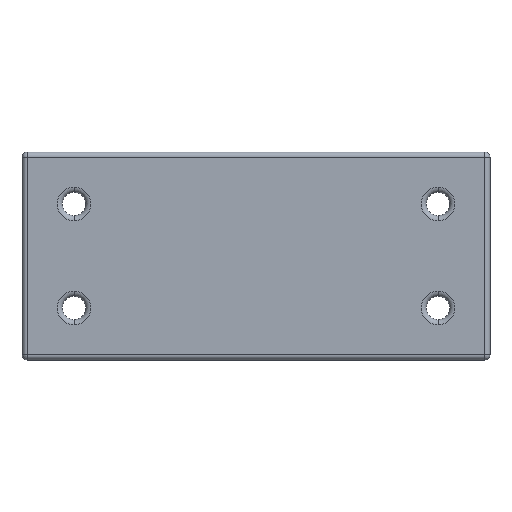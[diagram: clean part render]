
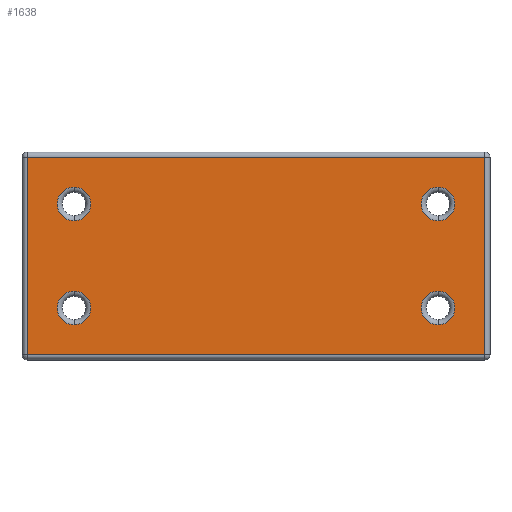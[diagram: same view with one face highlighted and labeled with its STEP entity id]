
A CAD part, front view. The second image highlights one B-rep face of the part: STEP entity #1638.
In plain terms, the highlighted planar face has unit normal (0, -1, 0).
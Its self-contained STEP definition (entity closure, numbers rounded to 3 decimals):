
#44 = EDGE_LOOP ( 'NONE', ( #3356, #1177, #3741, #2618 ) ) ;
#69 = CARTESIAN_POINT ( 'NONE',  ( 0., 0., 39. ) ) ;
#124 = VERTEX_POINT ( 'NONE', #2110 ) ;
#215 = EDGE_CURVE ( 'NONE', #124, #1647, #3717, .T. ) ;
#218 = CARTESIAN_POINT ( 'NONE',  ( 62.5, 0., 30. ) ) ;
#222 = EDGE_CURVE ( 'NONE', #2309, #1994, #2328, .T. ) ;
#255 = DIRECTION ( 'NONE',  ( 0., 1., 0. ) ) ;
#343 = CARTESIAN_POINT ( 'NONE',  ( 72.5, 0., 1. ) ) ;
#363 = DIRECTION ( 'NONE',  ( 0., 0., 1. ) ) ;
#393 = EDGE_CURVE ( 'NONE', #504, #2785, #2672, .T. ) ;
#396 = ORIENTED_EDGE ( 'NONE', *, *, #222, .T. ) ;
#504 = VERTEX_POINT ( 'NONE', #962 ) ;
#531 = FACE_BOUND ( 'NONE', #2131, .T. ) ;
#536 = DIRECTION ( 'NONE',  ( 0., 0., 1. ) ) ;
#537 = DIRECTION ( 'NONE',  ( 0., 0., 1. ) ) ;
#544 = LINE ( 'NONE', #824, #4090 ) ;
#570 = CARTESIAN_POINT ( 'NONE',  ( -7.5, 0., 26.75 ) ) ;
#571 = EDGE_CURVE ( 'NONE', #3401, #2134, #2350, .T. ) ;
#608 = AXIS2_PLACEMENT_3D ( 'NONE', #2562, #2244, #537 ) ;
#721 = CARTESIAN_POINT ( 'NONE',  ( -7.5, 0., 10. ) ) ;
#730 = VERTEX_POINT ( 'NONE', #2579 ) ;
#824 = CARTESIAN_POINT ( 'NONE',  ( 71.5, 0., 40. ) ) ;
#929 = CIRCLE ( 'NONE', #4003, 3.25 ) ;
#962 = CARTESIAN_POINT ( 'NONE',  ( 71.5, 0., 39. ) ) ;
#977 = DIRECTION ( 'NONE',  ( 0., 1., 0. ) ) ;
#1032 = LINE ( 'NONE', #343, #2223 ) ;
#1100 = ORIENTED_EDGE ( 'NONE', *, *, #2319, .T. ) ;
#1165 = DIRECTION ( 'NONE',  ( 0., 0., -1. ) ) ;
#1177 = ORIENTED_EDGE ( 'NONE', *, *, #4190, .T. ) ;
#1179 = EDGE_LOOP ( 'NONE', ( #2588, #3595 ) ) ;
#1193 = EDGE_CURVE ( 'NONE', #2974, #504, #544, .T. ) ;
#1267 = EDGE_LOOP ( 'NONE', ( #396, #3943 ) ) ;
#1305 = CIRCLE ( 'NONE', #1807, 3.25 ) ;
#1385 = ORIENTED_EDGE ( 'NONE', *, *, #215, .T. ) ;
#1427 = DIRECTION ( 'NONE',  ( 0., 1., 0. ) ) ;
#1441 = CARTESIAN_POINT ( 'NONE',  ( -16.5, 0., 39. ) ) ;
#1500 = LINE ( 'NONE', #1522, #1601 ) ;
#1522 = CARTESIAN_POINT ( 'NONE',  ( -16.5, 0., 0. ) ) ;
#1524 = PLANE ( 'NONE',  #3202 ) ;
#1601 = VECTOR ( 'NONE', #1165, 1000. ) ;
#1624 = AXIS2_PLACEMENT_3D ( 'NONE', #3541, #3608, #3256 ) ;
#1638 = ADVANCED_FACE ( 'NONE', ( #3189, #3559, #531, #2862, #4217 ), #1524, .F. ) ;
#1647 = VERTEX_POINT ( 'NONE', #570 ) ;
#1661 = CARTESIAN_POINT ( 'NONE',  ( -7.5, 0., 6.75 ) ) ;
#1664 = CARTESIAN_POINT ( 'NONE',  ( 62.5, 0., 13.25 ) ) ;
#1747 = EDGE_CURVE ( 'NONE', #1843, #3895, #929, .T. ) ;
#1801 = AXIS2_PLACEMENT_3D ( 'NONE', #3521, #3870, #2219 ) ;
#1807 = AXIS2_PLACEMENT_3D ( 'NONE', #721, #2326, #363 ) ;
#1832 = DIRECTION ( 'NONE',  ( 0., 0., 1. ) ) ;
#1843 = VERTEX_POINT ( 'NONE', #3993 ) ;
#1972 = DIRECTION ( 'NONE',  ( 1., 0., 0. ) ) ;
#1994 = VERTEX_POINT ( 'NONE', #3374 ) ;
#2003 = CIRCLE ( 'NONE', #608, 3.25 ) ;
#2069 = AXIS2_PLACEMENT_3D ( 'NONE', #2737, #2105, #3827 ) ;
#2105 = DIRECTION ( 'NONE',  ( 0., 1., 0. ) ) ;
#2110 = CARTESIAN_POINT ( 'NONE',  ( -7.5, 0., 33.25 ) ) ;
#2131 = EDGE_LOOP ( 'NONE', ( #1385, #2462 ) ) ;
#2134 = VERTEX_POINT ( 'NONE', #2142 ) ;
#2142 = CARTESIAN_POINT ( 'NONE',  ( 62.5, 0., 6.75 ) ) ;
#2151 = CIRCLE ( 'NONE', #1801, 3.25 ) ;
#2182 = AXIS2_PLACEMENT_3D ( 'NONE', #2766, #1427, #2355 ) ;
#2219 = DIRECTION ( 'NONE',  ( 0., 0., 1. ) ) ;
#2223 = VECTOR ( 'NONE', #1972, 1000. ) ;
#2244 = DIRECTION ( 'NONE',  ( 0., 1., 0. ) ) ;
#2309 = VERTEX_POINT ( 'NONE', #3224 ) ;
#2317 = CARTESIAN_POINT ( 'NONE',  ( -7.5, 0., 10. ) ) ;
#2319 = EDGE_CURVE ( 'NONE', #2134, #3401, #2525, .T. ) ;
#2326 = DIRECTION ( 'NONE',  ( 0., 1., 0. ) ) ;
#2328 = CIRCLE ( 'NONE', #3855, 3.25 ) ;
#2350 = CIRCLE ( 'NONE', #2069, 3.25 ) ;
#2355 = DIRECTION ( 'NONE',  ( 0., 0., 1. ) ) ;
#2462 = ORIENTED_EDGE ( 'NONE', *, *, #2533, .T. ) ;
#2479 = EDGE_CURVE ( 'NONE', #1994, #2309, #2003, .T. ) ;
#2515 = DIRECTION ( 'NONE',  ( 0., 0., 1. ) ) ;
#2525 = CIRCLE ( 'NONE', #2182, 3.25 ) ;
#2533 = EDGE_CURVE ( 'NONE', #1647, #124, #2151, .T. ) ;
#2562 = CARTESIAN_POINT ( 'NONE',  ( 62.5, 0., 30. ) ) ;
#2579 = CARTESIAN_POINT ( 'NONE',  ( -16.5, 0., 1. ) ) ;
#2588 = ORIENTED_EDGE ( 'NONE', *, *, #1747, .T. ) ;
#2618 = ORIENTED_EDGE ( 'NONE', *, *, #1193, .T. ) ;
#2672 = LINE ( 'NONE', #69, #3247 ) ;
#2737 = CARTESIAN_POINT ( 'NONE',  ( 62.5, 0., 10. ) ) ;
#2766 = CARTESIAN_POINT ( 'NONE',  ( 62.5, 0., 10. ) ) ;
#2785 = VERTEX_POINT ( 'NONE', #1441 ) ;
#2862 = FACE_BOUND ( 'NONE', #1267, .T. ) ;
#2974 = VERTEX_POINT ( 'NONE', #3213 ) ;
#3189 = FACE_OUTER_BOUND ( 'NONE', #44, .T. ) ;
#3202 = AXIS2_PLACEMENT_3D ( 'NONE', #3865, #3884, #2515 ) ;
#3213 = CARTESIAN_POINT ( 'NONE',  ( 71.5, 0., 1. ) ) ;
#3224 = CARTESIAN_POINT ( 'NONE',  ( 62.5, 0., 33.25 ) ) ;
#3247 = VECTOR ( 'NONE', #4304, 1000. ) ;
#3256 = DIRECTION ( 'NONE',  ( 0., 0., 1. ) ) ;
#3356 = ORIENTED_EDGE ( 'NONE', *, *, #393, .T. ) ;
#3374 = CARTESIAN_POINT ( 'NONE',  ( 62.5, 0., 26.75 ) ) ;
#3401 = VERTEX_POINT ( 'NONE', #1664 ) ;
#3437 = EDGE_CURVE ( 'NONE', #730, #2974, #1032, .T. ) ;
#3521 = CARTESIAN_POINT ( 'NONE',  ( -7.5, 0., 30. ) ) ;
#3541 = CARTESIAN_POINT ( 'NONE',  ( -7.5, 0., 30. ) ) ;
#3544 = EDGE_CURVE ( 'NONE', #3895, #1843, #1305, .T. ) ;
#3559 = FACE_BOUND ( 'NONE', #1179, .T. ) ;
#3595 = ORIENTED_EDGE ( 'NONE', *, *, #3544, .T. ) ;
#3608 = DIRECTION ( 'NONE',  ( 0., 1., 0. ) ) ;
#3643 = DIRECTION ( 'NONE',  ( 0., 0., 1. ) ) ;
#3717 = CIRCLE ( 'NONE', #1624, 3.25 ) ;
#3741 = ORIENTED_EDGE ( 'NONE', *, *, #3437, .T. ) ;
#3744 = EDGE_LOOP ( 'NONE', ( #4122, #1100 ) ) ;
#3827 = DIRECTION ( 'NONE',  ( 0., 0., 1. ) ) ;
#3855 = AXIS2_PLACEMENT_3D ( 'NONE', #218, #255, #536 ) ;
#3865 = CARTESIAN_POINT ( 'NONE',  ( 0., 0., 40. ) ) ;
#3870 = DIRECTION ( 'NONE',  ( 0., 1., 0. ) ) ;
#3884 = DIRECTION ( 'NONE',  ( 0., 1., 0. ) ) ;
#3895 = VERTEX_POINT ( 'NONE', #1661 ) ;
#3943 = ORIENTED_EDGE ( 'NONE', *, *, #2479, .T. ) ;
#3993 = CARTESIAN_POINT ( 'NONE',  ( -7.5, 0., 13.25 ) ) ;
#4003 = AXIS2_PLACEMENT_3D ( 'NONE', #2317, #977, #3643 ) ;
#4090 = VECTOR ( 'NONE', #1832, 1000. ) ;
#4122 = ORIENTED_EDGE ( 'NONE', *, *, #571, .T. ) ;
#4190 = EDGE_CURVE ( 'NONE', #2785, #730, #1500, .T. ) ;
#4217 = FACE_BOUND ( 'NONE', #3744, .T. ) ;
#4304 = DIRECTION ( 'NONE',  ( -1., 0., 0. ) ) ;
